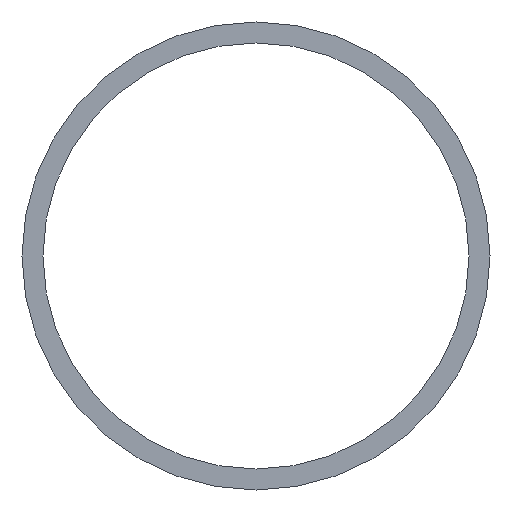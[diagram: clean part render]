
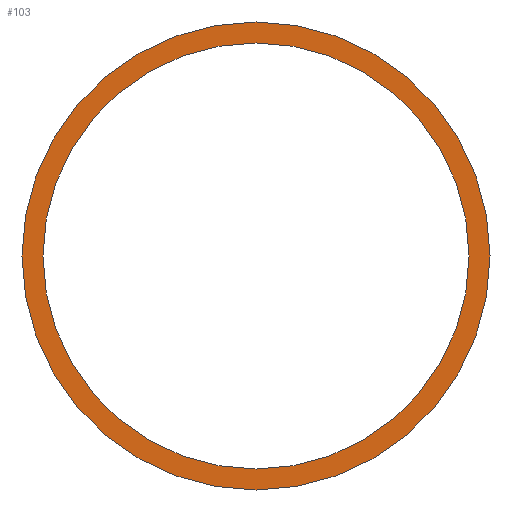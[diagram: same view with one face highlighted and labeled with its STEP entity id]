
A CAD part, front view. The second image highlights one B-rep face of the part: STEP entity #103.
In plain terms, the highlighted planar face has unit normal (0, -1, 0).
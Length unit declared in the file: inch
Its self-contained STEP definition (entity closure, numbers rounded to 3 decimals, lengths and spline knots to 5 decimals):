
#4 = CARTESIAN_POINT ( 'NONE',  ( 0., 0., 0. ) ) ;
#5 = DIRECTION ( 'NONE',  ( 0., 1., 0. ) ) ;
#8 = DIRECTION ( 'NONE',  ( 0., 0., 1. ) ) ;
#11 = ORIENTED_EDGE ( 'NONE', *, *, #110, .F. ) ;
#12 = ORIENTED_EDGE ( 'NONE', *, *, #133, .T. ) ;
#15 = AXIS2_PLACEMENT_3D ( 'NONE', #182, #163, #162 ) ;
#32 = CARTESIAN_POINT ( 'NONE',  ( 0., 0., 0. ) ) ;
#35 = DIRECTION ( 'NONE',  ( 0., 1., 0. ) ) ;
#36 = AXIS2_PLACEMENT_3D ( 'NONE', #4, #5, #8 ) ;
#37 = DIRECTION ( 'NONE',  ( 0., 0., 1. ) ) ;
#42 = ORIENTED_EDGE ( 'NONE', *, *, #160, .F. ) ;
#47 = EDGE_LOOP ( 'NONE', ( #11, #42 ) ) ;
#61 = AXIS2_PLACEMENT_3D ( 'NONE', #32, #35, #37 ) ;
#85 = AXIS2_PLACEMENT_3D ( 'NONE', #154, #177, #192 ) ;
#92 = VERTEX_POINT ( 'NONE', #193 ) ;
#97 = AXIS2_PLACEMENT_3D ( 'NONE', #214, #211, #210 ) ;
#101 = VERTEX_POINT ( 'NONE', #195 ) ;
#103 = ADVANCED_FACE ( 'NONE', ( #170, #212 ), #164, .F. ) ;
#110 = EDGE_CURVE ( 'NONE', #101, #226, #197, .T. ) ;
#133 = EDGE_CURVE ( 'NONE', #92, #189, #169, .T. ) ;
#136 = CIRCLE ( 'NONE', #97, 0.28435 ) ;
#141 = CIRCLE ( 'NONE', #85, 0.31235 ) ;
#154 = CARTESIAN_POINT ( 'NONE',  ( 0., 0., 0. ) ) ;
#160 = EDGE_CURVE ( 'NONE', #226, #101, #141, .T. ) ;
#162 = DIRECTION ( 'NONE',  ( 0., 0., 1. ) ) ;
#163 = DIRECTION ( 'NONE',  ( 0., 1., 0. ) ) ;
#164 = PLANE ( 'NONE',  #15 ) ;
#169 = CIRCLE ( 'NONE', #61, 0.28435 ) ;
#170 = FACE_OUTER_BOUND ( 'NONE', #47, .T. ) ;
#171 = EDGE_CURVE ( 'NONE', #189, #92, #136, .T. ) ;
#176 = CARTESIAN_POINT ( 'NONE',  ( 0., 0., 0.31235 ) ) ;
#177 = DIRECTION ( 'NONE',  ( 0., 1., 0. ) ) ;
#181 = EDGE_LOOP ( 'NONE', ( #12, #216 ) ) ;
#182 = CARTESIAN_POINT ( 'NONE',  ( 0., 0., 0. ) ) ;
#189 = VERTEX_POINT ( 'NONE', #241 ) ;
#192 = DIRECTION ( 'NONE',  ( 0., 0., 1. ) ) ;
#193 = CARTESIAN_POINT ( 'NONE',  ( 0., 0., -0.28435 ) ) ;
#195 = CARTESIAN_POINT ( 'NONE',  ( 0., 0., -0.31235 ) ) ;
#197 = CIRCLE ( 'NONE', #36, 0.31235 ) ;
#210 = DIRECTION ( 'NONE',  ( 0., 0., 1. ) ) ;
#211 = DIRECTION ( 'NONE',  ( 0., 1., 0. ) ) ;
#212 = FACE_BOUND ( 'NONE', #181, .T. ) ;
#214 = CARTESIAN_POINT ( 'NONE',  ( 0., 0., 0. ) ) ;
#216 = ORIENTED_EDGE ( 'NONE', *, *, #171, .T. ) ;
#226 = VERTEX_POINT ( 'NONE', #176 ) ;
#241 = CARTESIAN_POINT ( 'NONE',  ( 0., 0., 0.28435 ) ) ;
